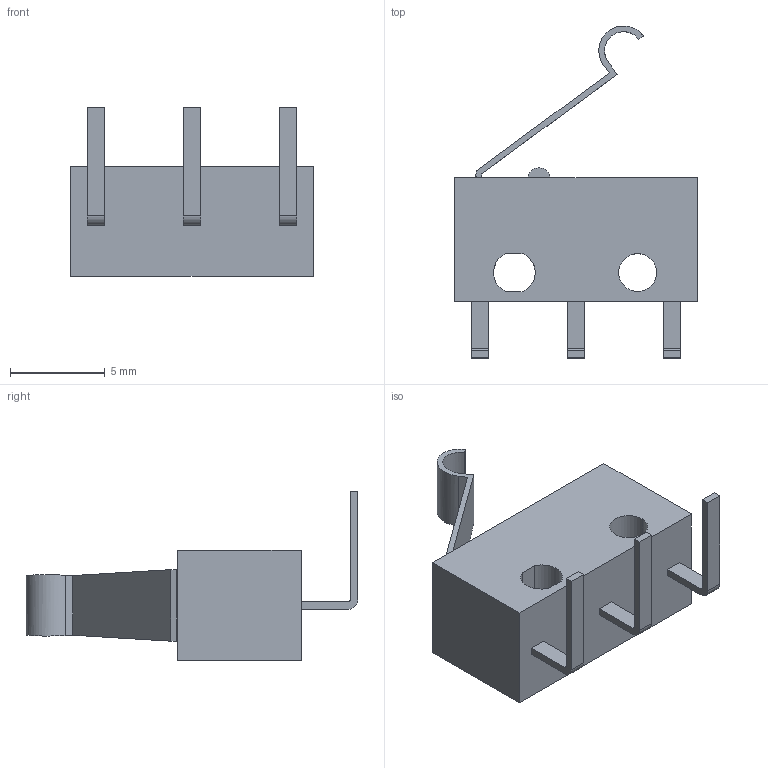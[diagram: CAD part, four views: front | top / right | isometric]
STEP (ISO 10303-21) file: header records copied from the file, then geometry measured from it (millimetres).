
FILE_DESCRIPTION (( 'STEP AP203' ), '1' );
FILE_NAME ('D2F_L3_A1.step', '2013-07-18T11:08:54', ( 'OSMC1.0 TAKUMI' ), ( 'TAKUMI-Engniaring' ), 'SwSTEP 2.0', 'SolidWorks 2002025', '' );
FILE_SCHEMA (( 'CONFIG_CONTROL_DESIGN' ));
Length unit declared in the file: millimetre
Products named in the file (3): D2F_L3_A1; D2F_L3_A1_ACTUATOR; D2F_L3_A1_BASE
Assembly tree (2 placements, depth 2):
  D2F_L3_A1
    D2F_L3_A1_BASE
    D2F_L3_A1_ACTUATOR
Bounding box: 12.8 x 17.5 x 8.9 mm (x, y, z)
Volume: 467.1 mm3; surface area: 622.2 mm2
Topology: 2 solids, 2 shells, 55 faces, 141 edges, 94 vertices
Faces by surface type: plane 41, cylinder 14
Entity records: 1972 total; most frequent: CARTESIAN_POINT 307, ORIENTED_EDGE 282, DIRECTION 281, EDGE_CURVE 141, LINE 113, VECTOR 113, VERTEX_POINT 94, AXIS2_PLACEMENT_3D 84
